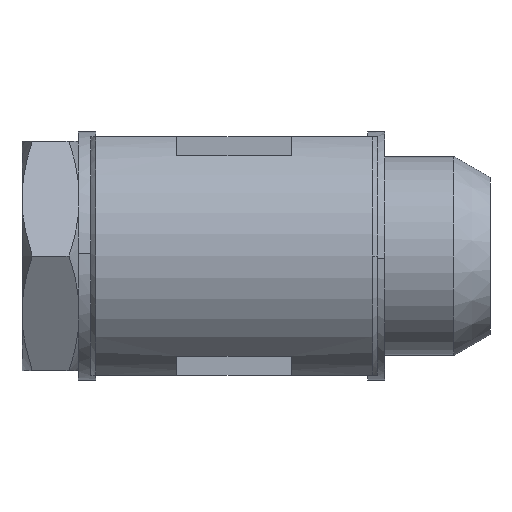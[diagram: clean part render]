
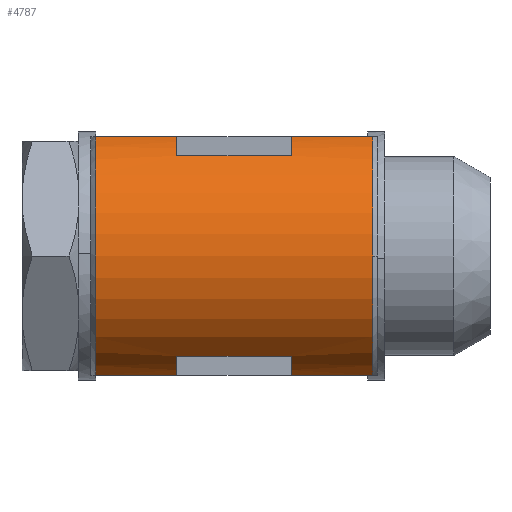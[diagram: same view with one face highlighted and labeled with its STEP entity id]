
A CAD part, left-side view. The second image highlights one B-rep face of the part: STEP entity #4787.
In plain terms, the highlighted cylindrical face has radius 13.5 mm (diameter 27 mm), a partial arc.
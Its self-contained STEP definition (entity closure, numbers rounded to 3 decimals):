
#1 = CARTESIAN_POINT ( 'NONE',  ( -8.5, 10., 10.488 ) ) ;
#2 = CARTESIAN_POINT ( 'NONE',  ( -8.5, 22., 10.488 ) ) ;
#3 = CARTESIAN_POINT ( 'NONE',  ( -8.5, 10., -10.488 ) ) ;
#4 = CARTESIAN_POINT ( 'NONE',  ( -5.1, 10., 12.5 ) ) ;
#6 = CARTESIAN_POINT ( 'NONE',  ( -5.1, 22., -12.5 ) ) ;
#7 = CARTESIAN_POINT ( 'NONE',  ( -8.5, 22., -10.488 ) ) ;
#85 = CARTESIAN_POINT ( 'NONE',  ( -5.1, 1.5, -12.5 ) ) ;
#87 = CARTESIAN_POINT ( 'NONE',  ( -13.5, 1.5, 0. ) ) ;
#573 = DIRECTION ( 'NONE',  ( 0., -1., 0. ) ) ;
#584 = CARTESIAN_POINT ( 'NONE',  ( 0., 0., 0. ) ) ;
#609 = FACE_OUTER_BOUND ( 'NONE', #2959, .T. ) ;
#617 = CYLINDRICAL_SURFACE ( 'NONE', #2105, 13.5 ) ;
#890 = CARTESIAN_POINT ( 'NONE',  ( -5.1, 10., -12.5 ) ) ;
#1005 = CARTESIAN_POINT ( 'NONE',  ( 0., 1.5, 0. ) ) ;
#1006 = DIRECTION ( 'NONE',  ( 0., 1., 0. ) ) ;
#1007 = DIRECTION ( 'NONE',  ( -1., 0., 0. ) ) ;
#1119 = CARTESIAN_POINT ( 'NONE',  ( -5.1, 22., 12.5 ) ) ;
#1595 = ORIENTED_EDGE ( 'NONE', *, *, #3020, .F. ) ;
#1614 = ORIENTED_EDGE ( 'NONE', *, *, #3023, .F. ) ;
#1616 = ORIENTED_EDGE ( 'NONE', *, *, #3026, .F. ) ;
#1620 = ORIENTED_EDGE ( 'NONE', *, *, #3027, .F. ) ;
#1623 = ORIENTED_EDGE ( 'NONE', *, *, #3024, .T. ) ;
#1630 = ORIENTED_EDGE ( 'NONE', *, *, #3022, .F. ) ;
#1638 = ORIENTED_EDGE ( 'NONE', *, *, #3025, .F. ) ;
#1643 = ORIENTED_EDGE ( 'NONE', *, *, #3028, .F. ) ;
#1673 = ORIENTED_EDGE ( 'NONE', *, *, #3021, .F. ) ;
#1702 = CARTESIAN_POINT ( 'NONE',  ( -5.1, 0., -12.5 ) ) ;
#1704 = DIRECTION ( 'NONE',  ( 0., -1., 0. ) ) ;
#1706 = CARTESIAN_POINT ( 'NONE',  ( -5.1, 0., 12.5 ) ) ;
#1708 = DIRECTION ( 'NONE',  ( 0., 1., 0. ) ) ;
#1709 = CARTESIAN_POINT ( 'NONE',  ( -8.5, 0., 10.488 ) ) ;
#1711 = DIRECTION ( 'NONE',  ( 0., -1., 0. ) ) ;
#1712 = CARTESIAN_POINT ( 'NONE',  ( 0., 1.5, 0. ) ) ;
#1713 = DIRECTION ( 'NONE',  ( 0., 1., 0. ) ) ;
#1714 = DIRECTION ( 'NONE',  ( -1., 0., 0. ) ) ;
#1715 = CARTESIAN_POINT ( 'NONE',  ( -5.1, 0., 12.5 ) ) ;
#1716 = DIRECTION ( 'NONE',  ( 0., -1., 0. ) ) ;
#1717 = CARTESIAN_POINT ( 'NONE',  ( 0., 10., 0. ) ) ;
#1718 = DIRECTION ( 'NONE',  ( 0., 1., 0. ) ) ;
#1719 = DIRECTION ( 'NONE',  ( 0., 0., -1. ) ) ;
#1720 = CARTESIAN_POINT ( 'NONE',  ( -5.1, 0., -12.5 ) ) ;
#1721 = DIRECTION ( 'NONE',  ( 0., 1., 0. ) ) ;
#1722 = CARTESIAN_POINT ( 'NONE',  ( 0., 22., 0. ) ) ;
#1723 = DIRECTION ( 'NONE',  ( 0., -1., 0. ) ) ;
#1724 = DIRECTION ( 'NONE',  ( 0., 0., 1. ) ) ;
#1725 = CARTESIAN_POINT ( 'NONE',  ( -8.5, 0., -10.488 ) ) ;
#1726 = DIRECTION ( 'NONE',  ( 0., 1., 0. ) ) ;
#1727 = CARTESIAN_POINT ( 'NONE',  ( 0., 30.5, 0. ) ) ;
#1728 = DIRECTION ( 'NONE',  ( 0., -1., 0. ) ) ;
#1729 = DIRECTION ( 'NONE',  ( 1., 0., 0. ) ) ;
#1732 = CARTESIAN_POINT ( 'NONE',  ( 0., 22., 0. ) ) ;
#1733 = DIRECTION ( 'NONE',  ( 0., -1., 0. ) ) ;
#1734 = DIRECTION ( 'NONE',  ( 0., 0., 1. ) ) ;
#1736 = CARTESIAN_POINT ( 'NONE',  ( 0., 10., 0. ) ) ;
#1737 = DIRECTION ( 'NONE',  ( 0., 1., 0. ) ) ;
#1738 = DIRECTION ( 'NONE',  ( 0., 0., -1. ) ) ;
#1942 = CARTESIAN_POINT ( 'NONE',  ( -5.1, 30.5, -12.5 ) ) ;
#1959 = CARTESIAN_POINT ( 'NONE',  ( -5.1, 1.5, 12.5 ) ) ;
#1982 = CARTESIAN_POINT ( 'NONE',  ( -5.1, 30.5, 12.5 ) ) ;
#2105 = AXIS2_PLACEMENT_3D ( 'NONE', #584, #573, #3095 ) ;
#2231 = ORIENTED_EDGE ( 'NONE', *, *, #3017, .F. ) ;
#2232 = ORIENTED_EDGE ( 'NONE', *, *, #2806, .T. ) ;
#2233 = ORIENTED_EDGE ( 'NONE', *, *, #3018, .T. ) ;
#2234 = ORIENTED_EDGE ( 'NONE', *, *, #3019, .F. ) ;
#2344 = CIRCLE ( 'NONE', #2916, 13.5 ) ;
#2474 = LINE ( 'NONE', #1702, #2478 ) ;
#2477 = CIRCLE ( 'NONE', #2948, 13.5 ) ;
#2478 = VECTOR ( 'NONE', #1708, 1000. ) ;
#2479 = LINE ( 'NONE', #1706, #2481 ) ;
#2480 = CIRCLE ( 'NONE', #2949, 13.5 ) ;
#2481 = VECTOR ( 'NONE', #1704, 1000. ) ;
#2482 = LINE ( 'NONE', #1709, #2484 ) ;
#2483 = CIRCLE ( 'NONE', #2950, 13.5 ) ;
#2484 = VECTOR ( 'NONE', #1711, 1000. ) ;
#2485 = LINE ( 'NONE', #1715, #3956 ) ;
#2806 = EDGE_CURVE ( 'NONE', #4499, #4501, #2344, .T. ) ;
#2916 = AXIS2_PLACEMENT_3D ( 'NONE', #1005, #1006, #1007 ) ;
#2948 = AXIS2_PLACEMENT_3D ( 'NONE', #1712, #1713, #1714 ) ;
#2949 = AXIS2_PLACEMENT_3D ( 'NONE', #1717, #1718, #1719 ) ;
#2950 = AXIS2_PLACEMENT_3D ( 'NONE', #1722, #1723, #1724 ) ;
#2951 = AXIS2_PLACEMENT_3D ( 'NONE', #1727, #1728, #1729 ) ;
#2952 = AXIS2_PLACEMENT_3D ( 'NONE', #1732, #1733, #1734 ) ;
#2953 = AXIS2_PLACEMENT_3D ( 'NONE', #1736, #1737, #1738 ) ;
#2959 = EDGE_LOOP ( 'NONE', ( #2231, #2232, #2233, #2234, #1595, #1673, #1630, #1614, #1623, #1638, #1616, #1620, #1643 ) ) ;
#3017 = EDGE_CURVE ( 'NONE', #4499, #3729, #2474, .T. ) ;
#3018 = EDGE_CURVE ( 'NONE', #4501, #3713, #2477, .T. ) ;
#3019 = EDGE_CURVE ( 'NONE', #3733, #3713, #2479, .T. ) ;
#3020 = EDGE_CURVE ( 'NONE', #3730, #3733, #2480, .T. ) ;
#3021 = EDGE_CURVE ( 'NONE', #3731, #3730, #2482, .T. ) ;
#3022 = EDGE_CURVE ( 'NONE', #3728, #3731, #2483, .T. ) ;
#3023 = EDGE_CURVE ( 'NONE', #3726, #3728, #2485, .T. ) ;
#3024 = EDGE_CURVE ( 'NONE', #3726, #3704, #3958, .T. ) ;
#3025 = EDGE_CURVE ( 'NONE', #3735, #3704, #3957, .T. ) ;
#3026 = EDGE_CURVE ( 'NONE', #3736, #3735, #3959, .T. ) ;
#3027 = EDGE_CURVE ( 'NONE', #3732, #3736, #3961, .T. ) ;
#3028 = EDGE_CURVE ( 'NONE', #3729, #3732, #3962, .T. ) ;
#3095 = DIRECTION ( 'NONE',  ( 0., 0., -1. ) ) ;
#3704 = VERTEX_POINT ( 'NONE', #1942 ) ;
#3713 = VERTEX_POINT ( 'NONE', #1959 ) ;
#3726 = VERTEX_POINT ( 'NONE', #1982 ) ;
#3728 = VERTEX_POINT ( 'NONE', #1119 ) ;
#3729 = VERTEX_POINT ( 'NONE', #890 ) ;
#3730 = VERTEX_POINT ( 'NONE', #1 ) ;
#3731 = VERTEX_POINT ( 'NONE', #2 ) ;
#3732 = VERTEX_POINT ( 'NONE', #3 ) ;
#3733 = VERTEX_POINT ( 'NONE', #4 ) ;
#3735 = VERTEX_POINT ( 'NONE', #6 ) ;
#3736 = VERTEX_POINT ( 'NONE', #7 ) ;
#3956 = VECTOR ( 'NONE', #1716, 1000. ) ;
#3957 = LINE ( 'NONE', #1720, #3960 ) ;
#3958 = CIRCLE ( 'NONE', #2951, 13.5 ) ;
#3959 = CIRCLE ( 'NONE', #2952, 13.5 ) ;
#3960 = VECTOR ( 'NONE', #1721, 1000. ) ;
#3961 = LINE ( 'NONE', #1725, #3963 ) ;
#3962 = CIRCLE ( 'NONE', #2953, 13.5 ) ;
#3963 = VECTOR ( 'NONE', #1726, 1000. ) ;
#4499 = VERTEX_POINT ( 'NONE', #85 ) ;
#4501 = VERTEX_POINT ( 'NONE', #87 ) ;
#4787 = ADVANCED_FACE ( 'NONE', ( #609 ), #617, .T. ) ;
